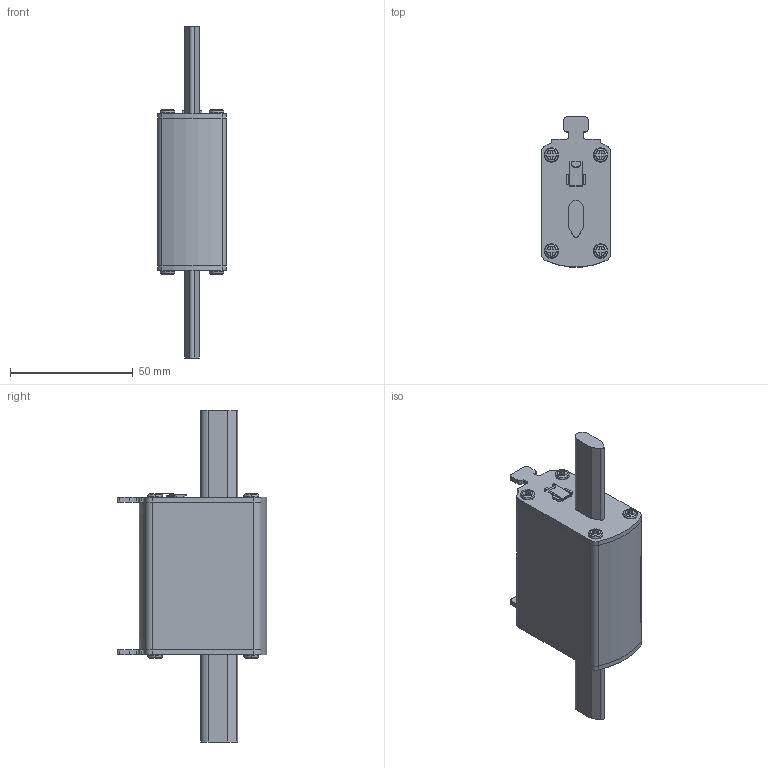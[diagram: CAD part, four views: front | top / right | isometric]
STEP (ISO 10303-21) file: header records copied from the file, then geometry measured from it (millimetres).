
FILE_DESCRIPTION((''),'2;1');
FILE_NAME('NH_DC_1C_440V_ASM','2019-10-07T',('marketing.praksa'),('Audax d.o.o.'),'CREO PARAMETRIC BY PTC INC, 2017480','CREO PARAMETRIC BY PTC INC, 2017480','');
FILE_SCHEMA(('AUTOMOTIVE_DESIGN { 1 0 10303 214 1 1 1 1 }'));
Length unit declared in the file: millimetre
Products named in the file (23): 1AB; 1CD; 1D9; 1DD; 1E7; 217; 224; 24B; 258; 28B; 29B; 2A3; 2C4; 2D7; 3EB-216; 3EB-217; 3EB-218; 468; 475; 482; 48F; PRODUCT_1_2_3_ASM; NH_DC_1C_440V_ASM
Assembly tree (22 placements, depth 3):
  NH_DC_1C_440V_ASM
    PRODUCT_1_2_3_ASM
      1AB
      1CD
      1D9
      1DD
      1E7
      217
      224
      24B
      258
      28B
      29B
      2A3
      2C4
      2D7
      3EB-216
      3EB-217
      3EB-218
      468
      475
      482
      48F
Bounding box: 28 x 60.89 x 135 mm (x, y, z)
Volume: 95083.1 mm3; surface area: 26192.6 mm2
Topology: 21 solids, 21 shells, 492 faces, 1411 edges, 960 vertices
Faces by surface type: plane 290, cylinder 166, torus 32, sphere 4
Entity records: 23493 total; most frequent: CARTESIAN_POINT 4203, ORIENTED_EDGE 2814, DIRECTION 2631, PRESENTATION_STYLE_ASSIGNMENT 1487, STYLED_ITEM 1484, CURVE_STYLE 1407, EDGE_CURVE 1407, VERTEX_POINT 960
